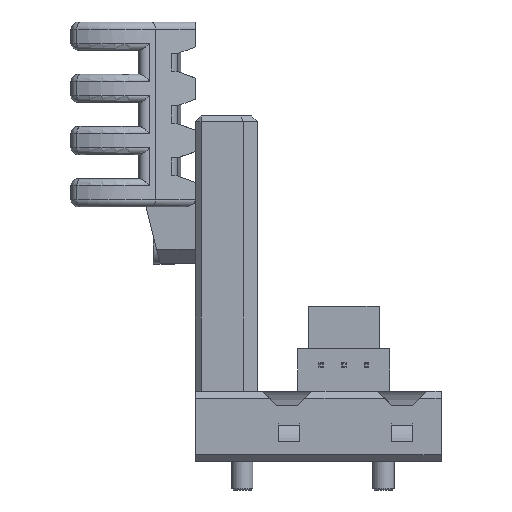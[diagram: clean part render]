
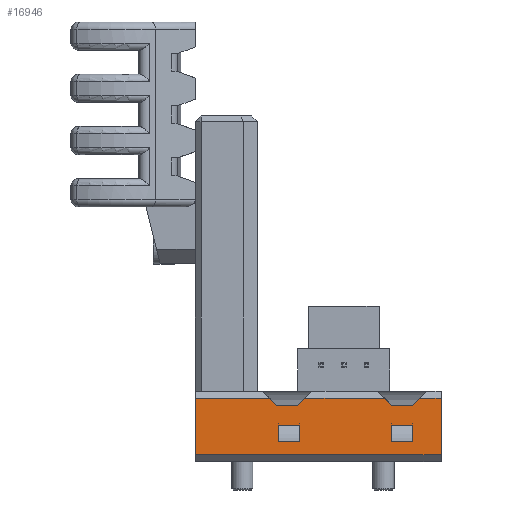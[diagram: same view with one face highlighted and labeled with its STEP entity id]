
A CAD part, left-side view. The second image highlights one B-rep face of the part: STEP entity #16946.
In plain terms, the highlighted face is planar.
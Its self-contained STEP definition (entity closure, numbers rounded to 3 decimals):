
#1068=FACE_BOUND('',#2886,.T.);
#1069=FACE_BOUND('',#2887,.T.);
#1271=PLANE('',#17991);
#1873=FACE_OUTER_BOUND('',#2885,.T.);
#2885=EDGE_LOOP('',(#12585,#12586,#12587,#12588,#12589,#12590,#12591,#12592,
#12593,#12594,#12595,#12596));
#2886=EDGE_LOOP('',(#12597,#12598,#12599,#12600));
#2887=EDGE_LOOP('',(#12601,#12602,#12603,#12604));
#3887=LINE('',#25521,#5289);
#4043=LINE('',#25950,#5445);
#4048=LINE('',#25968,#5450);
#4052=LINE('',#25979,#5454);
#4054=LINE('',#25984,#5456);
#4055=LINE('',#25986,#5457);
#4059=LINE('',#25994,#5461);
#4062=LINE('',#26004,#5464);
#4063=LINE('',#26010,#5465);
#4066=LINE('',#26016,#5468);
#4067=LINE('',#26018,#5469);
#4070=LINE('',#26024,#5472);
#4072=LINE('',#26036,#5474);
#4075=LINE('',#26042,#5477);
#4076=LINE('',#26045,#5478);
#4079=LINE('',#26050,#5481);
#4080=LINE('',#26053,#5482);
#4083=LINE('',#26059,#5485);
#4084=LINE('',#26065,#5486);
#4085=LINE('',#26067,#5487);
#5289=VECTOR('',#19384,10.);
#5445=VECTOR('',#19820,1000.);
#5450=VECTOR('',#19837,10.);
#5454=VECTOR('',#19847,10.);
#5456=VECTOR('',#19853,10.);
#5457=VECTOR('',#19856,10.);
#5461=VECTOR('',#19862,1000.);
#5464=VECTOR('',#19871,10.);
#5465=VECTOR('',#19876,10.);
#5468=VECTOR('',#19883,10.);
#5469=VECTOR('',#19886,10.);
#5472=VECTOR('',#19891,1000.);
#5474=VECTOR('',#19909,1000.);
#5477=VECTOR('',#19916,1000.);
#5478=VECTOR('',#19919,1000.);
#5481=VECTOR('',#19924,1000.);
#5482=VECTOR('',#19929,1000.);
#5485=VECTOR('',#19938,1000.);
#5486=VECTOR('',#19947,1000.);
#5487=VECTOR('',#19950,1000.);
#7345=VERTEX_POINT('',#25518);
#7346=VERTEX_POINT('',#25520);
#7478=VERTEX_POINT('',#25947);
#7479=VERTEX_POINT('',#25949);
#7482=VERTEX_POINT('',#25959);
#7486=VERTEX_POINT('',#25966);
#7489=VERTEX_POINT('',#25976);
#7490=VERTEX_POINT('',#25978);
#7493=VERTEX_POINT('',#25991);
#7494=VERTEX_POINT('',#25993);
#7495=VERTEX_POINT('',#25997);
#7498=VERTEX_POINT('',#26002);
#7499=VERTEX_POINT('',#26006);
#7501=VERTEX_POINT('',#26009);
#7503=VERTEX_POINT('',#26021);
#7504=VERTEX_POINT('',#26023);
#7506=VERTEX_POINT('',#26035);
#7507=VERTEX_POINT('',#26040);
#7508=VERTEX_POINT('',#26044);
#7509=VERTEX_POINT('',#26048);
#9131=EDGE_CURVE('',#7345,#7346,#3887,.T.);
#9345=EDGE_CURVE('',#7478,#7479,#4043,.T.);
#9354=EDGE_CURVE('',#7482,#7486,#4048,.T.);
#9359=EDGE_CURVE('',#7490,#7489,#4052,.T.);
#9362=EDGE_CURVE('',#7489,#7482,#4054,.T.);
#9363=EDGE_CURVE('',#7486,#7490,#4055,.T.);
#9367=EDGE_CURVE('',#7493,#7494,#4059,.T.);
#9372=EDGE_CURVE('',#7495,#7498,#4062,.T.);
#9374=EDGE_CURVE('',#7501,#7499,#4063,.T.);
#9378=EDGE_CURVE('',#7499,#7495,#4066,.T.);
#9379=EDGE_CURVE('',#7498,#7501,#4067,.T.);
#9382=EDGE_CURVE('',#7504,#7503,#4070,.T.);
#9388=EDGE_CURVE('',#7504,#7506,#4072,.T.);
#9392=EDGE_CURVE('',#7507,#7503,#4075,.F.);
#9393=EDGE_CURVE('',#7494,#7508,#4076,.T.);
#9396=EDGE_CURVE('',#7509,#7493,#4079,.F.);
#9397=EDGE_CURVE('',#7479,#7345,#4080,.T.);
#9400=EDGE_CURVE('',#7506,#7478,#4083,.T.);
#9402=EDGE_CURVE('',#7346,#7509,#4084,.T.);
#9403=EDGE_CURVE('',#7508,#7507,#4085,.T.);
#12585=ORIENTED_EDGE('',*,*,#9396,.F.);
#12586=ORIENTED_EDGE('',*,*,#9402,.F.);
#12587=ORIENTED_EDGE('',*,*,#9131,.F.);
#12588=ORIENTED_EDGE('',*,*,#9397,.F.);
#12589=ORIENTED_EDGE('',*,*,#9345,.F.);
#12590=ORIENTED_EDGE('',*,*,#9400,.F.);
#12591=ORIENTED_EDGE('',*,*,#9388,.F.);
#12592=ORIENTED_EDGE('',*,*,#9382,.T.);
#12593=ORIENTED_EDGE('',*,*,#9392,.F.);
#12594=ORIENTED_EDGE('',*,*,#9403,.F.);
#12595=ORIENTED_EDGE('',*,*,#9393,.F.);
#12596=ORIENTED_EDGE('',*,*,#9367,.F.);
#12597=ORIENTED_EDGE('',*,*,#9359,.T.);
#12598=ORIENTED_EDGE('',*,*,#9362,.T.);
#12599=ORIENTED_EDGE('',*,*,#9354,.T.);
#12600=ORIENTED_EDGE('',*,*,#9363,.T.);
#12601=ORIENTED_EDGE('',*,*,#9374,.T.);
#12602=ORIENTED_EDGE('',*,*,#9378,.T.);
#12603=ORIENTED_EDGE('',*,*,#9372,.T.);
#12604=ORIENTED_EDGE('',*,*,#9379,.T.);
#16946=ADVANCED_FACE('',(#1873,#1068,#1069),#1271,.F.);
#17991=AXIS2_PLACEMENT_3D('',#26068,#19951,#19952);
#19384=DIRECTION('',(0.,0.,1.));
#19820=DIRECTION('',(0.,0.,-1.));
#19837=DIRECTION('',(0.,-1.,0.));
#19847=DIRECTION('',(0.,1.,0.));
#19853=DIRECTION('',(0.,0.,-1.));
#19856=DIRECTION('',(0.,0.,1.));
#19862=DIRECTION('',(0.,1.,0.));
#19871=DIRECTION('',(0.,-1.,0.));
#19876=DIRECTION('',(0.,1.,0.));
#19883=DIRECTION('',(0.,0.,-1.));
#19886=DIRECTION('',(0.,0.,1.));
#19891=DIRECTION('',(0.,-1.,0.));
#19909=DIRECTION('',(0.,0.707,0.707));
#19916=DIRECTION('',(0.,-0.707,0.707));
#19919=DIRECTION('',(0.,0.707,0.707));
#19924=DIRECTION('',(0.,-0.707,0.707));
#19929=DIRECTION('',(0.,-1.,0.));
#19938=DIRECTION('',(0.,1.,0.));
#19947=DIRECTION('',(0.,1.,0.));
#19950=DIRECTION('',(0.,1.,0.));
#19951=DIRECTION('center_axis',(-1.,0.,0.));
#19952=DIRECTION('ref_axis',(0.,0.,
-1.));
#25518=CARTESIAN_POINT('',(22.,21.15,-42.));
#25520=CARTESIAN_POINT('',(22.,21.15,-34.));
#25521=CARTESIAN_POINT('',(22.,21.15,-42.));
#25947=CARTESIAN_POINT('',(22.,55.95,-34.));
#25949=CARTESIAN_POINT('',(22.,55.95,-42.));
#25950=CARTESIAN_POINT('',(22.,55.95,-38.));
#25959=CARTESIAN_POINT('',(22.,35.95,-40.088));
#25966=CARTESIAN_POINT('',(22.,32.95,-40.088));
#25968=CARTESIAN_POINT('',(22.,35.95,-40.088));
#25976=CARTESIAN_POINT('',(22.,35.95,-37.82));
#25978=CARTESIAN_POINT('',(22.,32.95,-37.82));
#25979=CARTESIAN_POINT('',(22.,35.95,-37.82));
#25984=CARTESIAN_POINT('',(22.,35.95,-37.772));
#25986=CARTESIAN_POINT('',(22.,32.95,-37.772));
#25991=CARTESIAN_POINT('',(22.,32.65,-35.));
#25993=CARTESIAN_POINT('',(22.,35.65,-35.));
#25994=CARTESIAN_POINT('',(22.,34.15,-35.));
#25997=CARTESIAN_POINT('',(22.,51.95,-40.088));
#26002=CARTESIAN_POINT('',(22.,48.95,-40.088));
#26004=CARTESIAN_POINT('',(22.,51.95,-40.088));
#26006=CARTESIAN_POINT('',(22.,51.95,-37.82));
#26009=CARTESIAN_POINT('',(22.,48.95,-37.82));
#26010=CARTESIAN_POINT('',(22.,51.95,-37.82));
#26016=CARTESIAN_POINT('',(22.,51.95,-37.772));
#26018=CARTESIAN_POINT('',(22.,48.95,-37.772));
#26021=CARTESIAN_POINT('',(22.,48.95,-35.));
#26023=CARTESIAN_POINT('',(22.,51.95,-35.));
#26024=CARTESIAN_POINT('',(22.,50.45,-35.));
#26035=CARTESIAN_POINT('',(22.,52.95,-34.));
#26036=CARTESIAN_POINT('',(22.,52.45,-34.5));
#26040=CARTESIAN_POINT('',(22.,47.95,-34.));
#26042=CARTESIAN_POINT('',(22.,53.95,-40.));
#26044=CARTESIAN_POINT('',(22.,36.65,-34.));
#26045=CARTESIAN_POINT('',(22.,44.3,-26.35));
#26048=CARTESIAN_POINT('',(22.,31.65,-34.));
#26050=CARTESIAN_POINT('',(22.,45.8,-48.15));
#26053=CARTESIAN_POINT('',(22.,28.65,-42.));
#26059=CARTESIAN_POINT('',(22.,55.95,-34.));
#26065=CARTESIAN_POINT('',(22.,55.95,-34.));
#26067=CARTESIAN_POINT('',(22.,55.95,-34.));
#26068=CARTESIAN_POINT('Origin',(22.,55.95,-38.));
